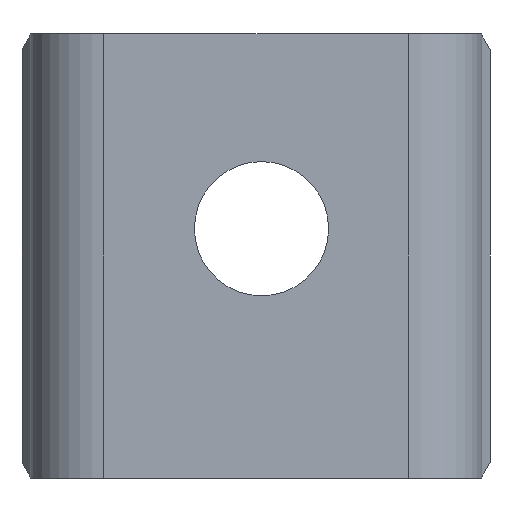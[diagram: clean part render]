
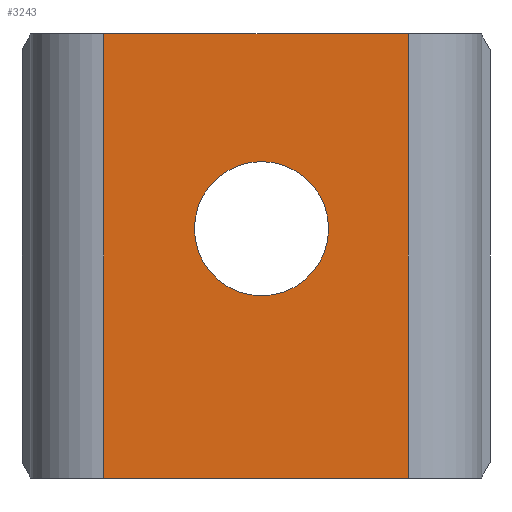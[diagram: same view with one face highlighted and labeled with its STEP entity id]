
A CAD part, front view. The second image highlights one B-rep face of the part: STEP entity #3243.
In plain terms, the highlighted planar face has unit normal (0, -1, 0).
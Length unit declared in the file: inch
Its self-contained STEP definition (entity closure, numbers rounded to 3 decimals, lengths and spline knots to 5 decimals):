
#96 = CARTESIAN_POINT ( 'NONE',  ( 0.007, -0.031, -0.2469 ) ) ;
#115 = DIRECTION ( 'NONE',  ( 0., -1., 0. ) ) ;
#158 = VERTEX_POINT ( 'NONE', #676 ) ;
#184 = LINE ( 'NONE', #2475, #2828 ) ;
#187 = VERTEX_POINT ( 'NONE', #295 ) ;
#227 = DIRECTION ( 'NONE',  ( 1., 0., 0. ) ) ;
#295 = CARTESIAN_POINT ( 'NONE',  ( 0.193, -0.031, -0.563 ) ) ;
#383 = ORIENTED_EDGE ( 'NONE', *, *, #3233, .T. ) ;
#465 = DIRECTION ( 'NONE',  ( 0., 0., 1. ) ) ;
#477 = CARTESIAN_POINT ( 'NONE',  ( 0.193, -0.031, 0. ) ) ;
#537 = CIRCLE ( 'NONE', #739, 0.085 ) ;
#610 = VECTOR ( 'NONE', #2568, 39.37008 ) ;
#676 = CARTESIAN_POINT ( 'NONE',  ( -0.193, -0.031, 0. ) ) ;
#735 = VECTOR ( 'NONE', #227, 39.37008 ) ;
#739 = AXIS2_PLACEMENT_3D ( 'NONE', #96, #2635, #465 ) ;
#947 = EDGE_LOOP ( 'NONE', ( #383, #1660 ) ) ;
#1127 = DIRECTION ( 'NONE',  ( 0., 0., -1. ) ) ;
#1280 = EDGE_LOOP ( 'NONE', ( #3885, #4765, #3948, #4247 ) ) ;
#1476 = EDGE_CURVE ( 'NONE', #4559, #4438, #3919, .T. ) ;
#1507 = FACE_BOUND ( 'NONE', #947, .T. ) ;
#1660 = ORIENTED_EDGE ( 'NONE', *, *, #1476, .T. ) ;
#1668 = CARTESIAN_POINT ( 'NONE',  ( -0.27127, -0.031, 0. ) ) ;
#1706 = LINE ( 'NONE', #1668, #735 ) ;
#2109 = EDGE_CURVE ( 'NONE', #158, #3788, #1706, .T. ) ;
#2281 = CARTESIAN_POINT ( 'NONE',  ( -0.193, -0.031, -0.563 ) ) ;
#2430 = AXIS2_PLACEMENT_3D ( 'NONE', #2281, #115, #2648 ) ;
#2475 = CARTESIAN_POINT ( 'NONE',  ( 0.193, -0.031, -0.563 ) ) ;
#2529 = LINE ( 'NONE', #3297, #610 ) ;
#2568 = DIRECTION ( 'NONE',  ( 0., 0., -1. ) ) ;
#2635 = DIRECTION ( 'NONE',  ( 0., 1., 0. ) ) ;
#2648 = DIRECTION ( 'NONE',  ( 0., 0., -1. ) ) ;
#2828 = VECTOR ( 'NONE', #2835, 39.37008 ) ;
#2835 = DIRECTION ( 'NONE',  ( 1., 0., 0. ) ) ;
#3169 = VERTEX_POINT ( 'NONE', #3671 ) ;
#3181 = AXIS2_PLACEMENT_3D ( 'NONE', #4390, #4376, #4335 ) ;
#3233 = EDGE_CURVE ( 'NONE', #4438, #4559, #537, .T. ) ;
#3243 = ADVANCED_FACE ( 'NONE', ( #4332, #1507 ), #4510, .T. ) ;
#3297 = CARTESIAN_POINT ( 'NONE',  ( -0.193, -0.031, -0.563 ) ) ;
#3314 = CARTESIAN_POINT ( 'NONE',  ( 0.007, -0.031, -0.3319 ) ) ;
#3659 = VECTOR ( 'NONE', #1127, 39.37008 ) ;
#3671 = CARTESIAN_POINT ( 'NONE',  ( -0.193, -0.031, -0.563 ) ) ;
#3672 = EDGE_CURVE ( 'NONE', #158, #3169, #2529, .T. ) ;
#3675 = CARTESIAN_POINT ( 'NONE',  ( 0.193, -0.031, -0.563 ) ) ;
#3786 = LINE ( 'NONE', #3675, #3659 ) ;
#3788 = VERTEX_POINT ( 'NONE', #477 ) ;
#3885 = ORIENTED_EDGE ( 'NONE', *, *, #4015, .F. ) ;
#3919 = CIRCLE ( 'NONE', #3181, 0.085 ) ;
#3948 = ORIENTED_EDGE ( 'NONE', *, *, #3672, .T. ) ;
#4015 = EDGE_CURVE ( 'NONE', #3788, #187, #3786, .T. ) ;
#4247 = ORIENTED_EDGE ( 'NONE', *, *, #4359, .T. ) ;
#4332 = FACE_OUTER_BOUND ( 'NONE', #1280, .T. ) ;
#4335 = DIRECTION ( 'NONE',  ( 0., 0., 1. ) ) ;
#4359 = EDGE_CURVE ( 'NONE', #3169, #187, #184, .T. ) ;
#4376 = DIRECTION ( 'NONE',  ( 0., 1., 0. ) ) ;
#4390 = CARTESIAN_POINT ( 'NONE',  ( 0.007, -0.031, -0.2469 ) ) ;
#4438 = VERTEX_POINT ( 'NONE', #4768 ) ;
#4510 = PLANE ( 'NONE',  #2430 ) ;
#4559 = VERTEX_POINT ( 'NONE', #3314 ) ;
#4765 = ORIENTED_EDGE ( 'NONE', *, *, #2109, .F. ) ;
#4768 = CARTESIAN_POINT ( 'NONE',  ( 0.007, -0.031, -0.1619 ) ) ;
